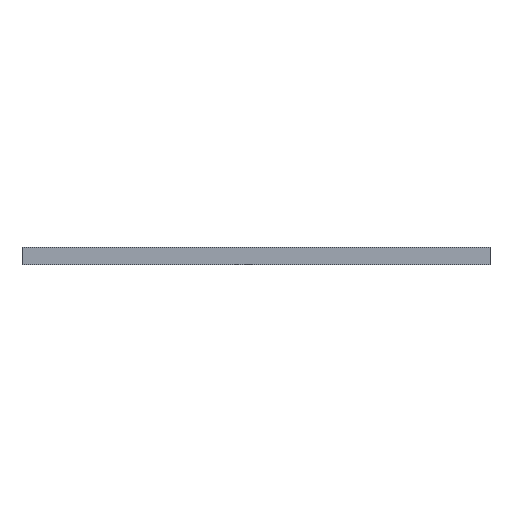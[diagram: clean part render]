
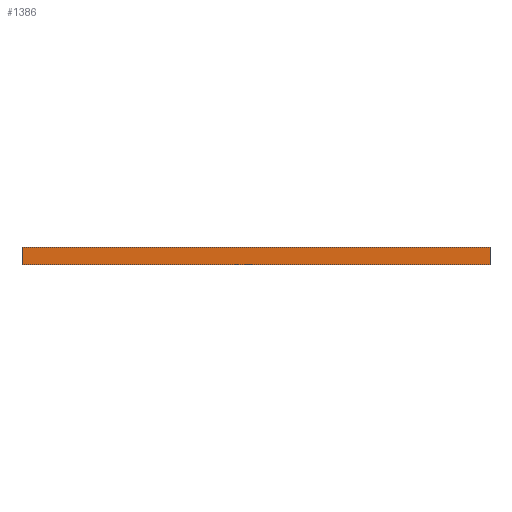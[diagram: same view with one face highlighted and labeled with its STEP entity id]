
A CAD part, left-side view. The second image highlights one B-rep face of the part: STEP entity #1386.
In plain terms, the highlighted planar face has unit normal (-1, 0, 0).
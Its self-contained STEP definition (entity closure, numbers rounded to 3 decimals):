
#66 = DIRECTION ( 'NONE',  ( 0., -1., 0. ) ) ;
#108 = CARTESIAN_POINT ( 'NONE',  ( -40., 40., 3. ) ) ;
#159 = DIRECTION ( 'NONE',  ( 0., -1., 0. ) ) ;
#325 = DIRECTION ( 'NONE',  ( 0., 0., -1. ) ) ;
#346 = VECTOR ( 'NONE', #646, 1000. ) ;
#490 = PLANE ( 'NONE',  #1547 ) ;
#527 = EDGE_CURVE ( 'NONE', #1446, #2124, #2234, .T. ) ;
#543 = LINE ( 'NONE', #1130, #1708 ) ;
#601 = VERTEX_POINT ( 'NONE', #1021 ) ;
#646 = DIRECTION ( 'NONE',  ( 0., 0., -1. ) ) ;
#672 = EDGE_LOOP ( 'NONE', ( #1509, #1024, #1140, #2223 ) ) ;
#689 = CARTESIAN_POINT ( 'NONE',  ( -40., 40., 0. ) ) ;
#885 = CARTESIAN_POINT ( 'NONE',  ( -40., -40., 0. ) ) ;
#917 = DIRECTION ( 'NONE',  ( 1., 0., 0. ) ) ;
#960 = VECTOR ( 'NONE', #66, 1000. ) ;
#1021 = CARTESIAN_POINT ( 'NONE',  ( -40., 40., 3. ) ) ;
#1024 = ORIENTED_EDGE ( 'NONE', *, *, #2061, .F. ) ;
#1130 = CARTESIAN_POINT ( 'NONE',  ( -40., 40., 3. ) ) ;
#1140 = ORIENTED_EDGE ( 'NONE', *, *, #2387, .F. ) ;
#1386 = ADVANCED_FACE ( 'NONE', ( #2092 ), #490, .F. ) ;
#1394 = CARTESIAN_POINT ( 'NONE',  ( -40., -40., 3. ) ) ;
#1435 = EDGE_CURVE ( 'NONE', #601, #1446, #1514, .T. ) ;
#1446 = VERTEX_POINT ( 'NONE', #2397 ) ;
#1509 = ORIENTED_EDGE ( 'NONE', *, *, #527, .T. ) ;
#1514 = LINE ( 'NONE', #108, #1832 ) ;
#1547 = AXIS2_PLACEMENT_3D ( 'NONE', #2517, #917, #2329 ) ;
#1708 = VECTOR ( 'NONE', #159, 1000. ) ;
#1721 = VERTEX_POINT ( 'NONE', #1761 ) ;
#1761 = CARTESIAN_POINT ( 'NONE',  ( -40., -40., 3. ) ) ;
#1832 = VECTOR ( 'NONE', #325, 1000. ) ;
#2061 = EDGE_CURVE ( 'NONE', #1721, #2124, #2204, .T. ) ;
#2092 = FACE_OUTER_BOUND ( 'NONE', #672, .T. ) ;
#2124 = VERTEX_POINT ( 'NONE', #885 ) ;
#2204 = LINE ( 'NONE', #1394, #346 ) ;
#2223 = ORIENTED_EDGE ( 'NONE', *, *, #1435, .T. ) ;
#2234 = LINE ( 'NONE', #689, #960 ) ;
#2329 = DIRECTION ( 'NONE',  ( 0., 1., 0. ) ) ;
#2387 = EDGE_CURVE ( 'NONE', #601, #1721, #543, .T. ) ;
#2397 = CARTESIAN_POINT ( 'NONE',  ( -40., 40., 0. ) ) ;
#2517 = CARTESIAN_POINT ( 'NONE',  ( -40., 40., 3. ) ) ;
